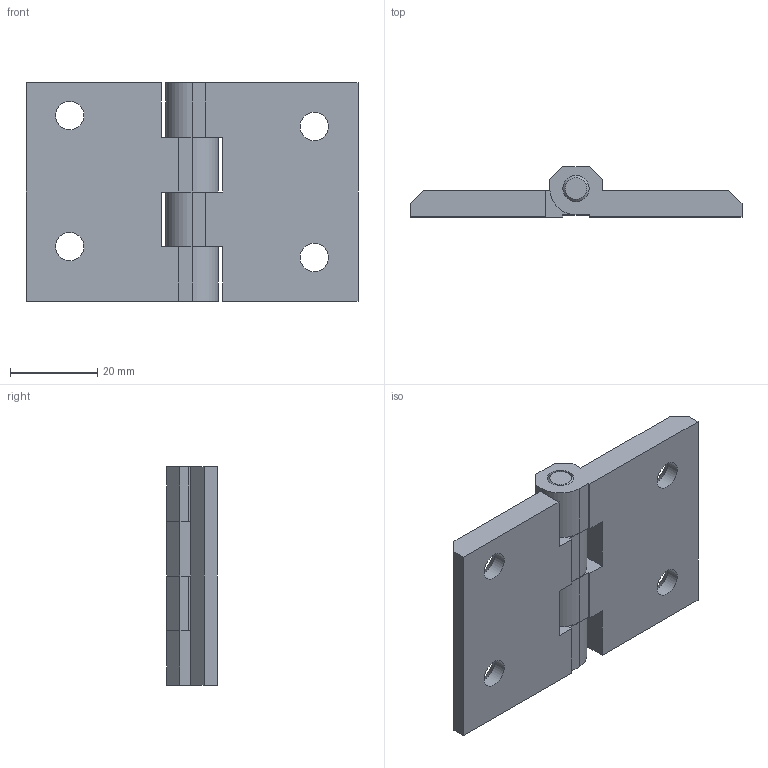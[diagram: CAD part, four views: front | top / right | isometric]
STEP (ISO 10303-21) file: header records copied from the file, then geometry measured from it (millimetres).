
FILE_DESCRIPTION( ( 'STEP AP214' ), '1' );
FILE_NAME( 'K1341.06382828.stp', '2020-12-10T11:43:40', ( '' ), ( '' ), ' ', 'PARTsolutions', ' ' );
FILE_SCHEMA( ( 'AUTOMOTIVE_DESIGN { 1 0 10303 214 1 1 1 1 }' ) );
Length unit declared in the file: millimetre
Products named in the file (4): K1341.06382828; _K1341_dummy5; _27875-90_li5; _K1341_re5
Assembly tree (3 placements, depth 2):
  K1341.06382828
    _K1341_dummy5
    _27875-90_li5
    _K1341_re5
Bounding box: 76 x 11.5 x 50 mm (x, y, z)
Volume: 23024.9 mm3; surface area: 11386.7 mm2
Topology: 2 solids, 2 shells, 71 faces, 192 edges, 128 vertices
Faces by surface type: plane 52, cylinder 13, cone 6
Full cylindrical faces by diameter (mm): 6 x5, 6.5 x4
Entity records: 2782 total; most frequent: CARTESIAN_POINT 374, DIRECTION 356, ORIENTED_EDGE 348, EDGE_CURVE 174, LINE 142, VECTOR 142, VERTEX_POINT 124, AXIS2_PLACEMENT_3D 107
